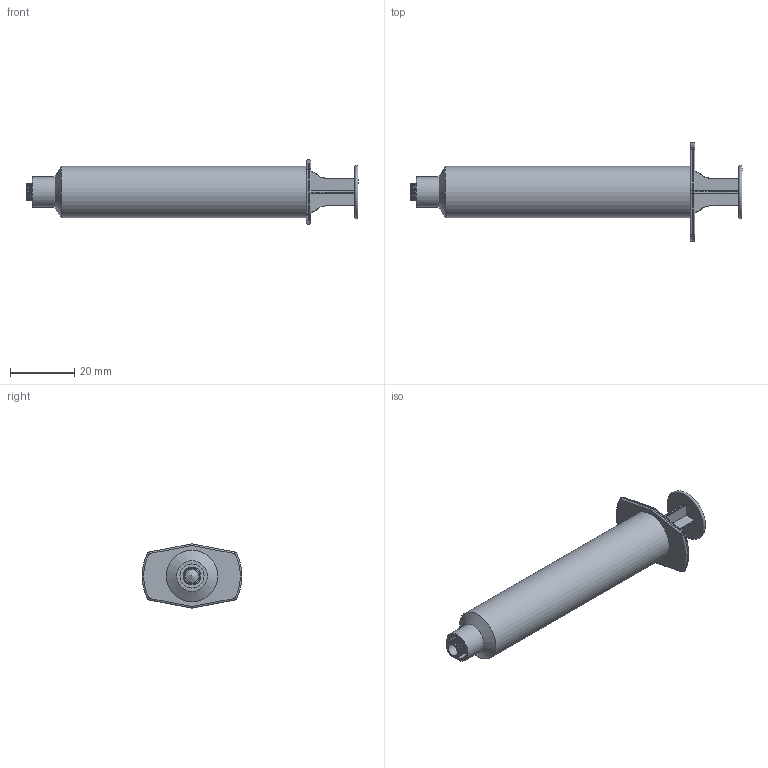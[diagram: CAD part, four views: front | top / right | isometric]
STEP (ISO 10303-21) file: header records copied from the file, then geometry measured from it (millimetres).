
FILE_DESCRIPTION(/* description */ (''),/* implementation_level */ '2;1');
FILE_NAME(/* name */ 'Syringe.step',/* time_stamp */ '2017-08-01T17:12:32+01:00',/* author */ (''),/* organization */ (''),/* preprocessor_version */ 'ST-DEVELOPER v16.13',/* originating_system */ 'Autodesk Translation Framework v6.1.1.50',/* authorisation */ '');
FILE_SCHEMA (('AUTOMOTIVE_DESIGN { 1 0 10303 214 3 1 1 }'));
Length unit declared in the file: millimetre
Products named in the file (2): syringe base iges v7; Plunger v3
Assembly tree (1 placements, depth 2):
  syringe base iges v7
    Plunger v3
Bounding box: 103 x 31 x 19.88 mm (x, y, z)
Volume: 7372.2 mm3; surface area: 14364.9 mm2
Topology: 2 solids, 2 shells, 125 faces, 340 edges, 229 vertices
Faces by surface type: cylinder 47, plane 37, bspline 26, torus 13, cone 2
Full cylindrical faces by diameter (mm): 4 x1, 7.5 x1, 9.5 x1, 12 x2, 14 x4, 16 x1
Entity records: 7940 total; most frequent: CARTESIAN_POINT 4864, ORIENTED_EDGE 640, DIRECTION 597, EDGE_CURVE 320, AXIS2_PLACEMENT_3D 238, VERTEX_POINT 226, EDGE_LOOP 154, FACE_OUTER_BOUND 125
